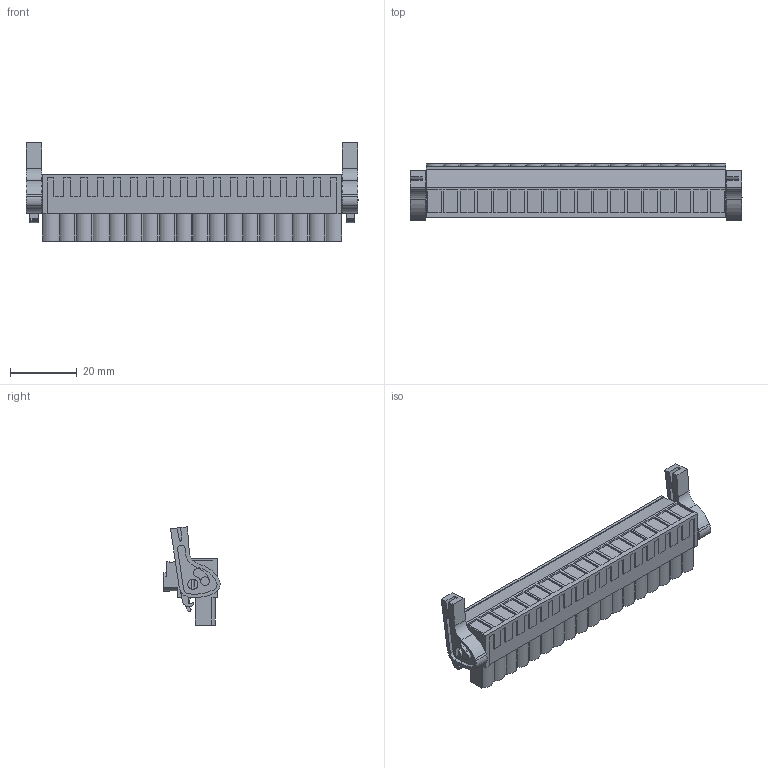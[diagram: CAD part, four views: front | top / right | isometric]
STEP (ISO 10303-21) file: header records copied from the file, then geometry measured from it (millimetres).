
FILE_DESCRIPTION(('CATIA V5 STEP Exchange','CAx-IF Rec.Pracs.--- Model Styling and Organization---1.2---2011-12-15'),'2;1');
FILE_NAME ('D1460371_0_1956210000_1956210000.stp','2017-05-31T12:56:39+00:00',('none'),('Weidmueller'),'CATIA Version 5-6 Release 2014','CATIA V5 STEP AP214','none');
FILE_SCHEMA(('AUTOMOTIVE_DESIGN { 1 0 10303 214 1 1 1 1 }'));
Length unit declared in the file: millimetre
Products named in the file (1): 1956210000
Bounding box: 99.7 x 16.89 x 29.52 mm (x, y, z)
Volume: 18939 mm3; surface area: 11276.8 mm2
Topology: 21 solids, 21 shells, 1226 faces, 3508 edges, 2406 vertices
Faces by surface type: plane 948, cylinder 276, extrusion 2
Entity records: 38652 total; most frequent: CARTESIAN_POINT 7197, ORIENTED_EDGE 7016, DIRECTION 5057, EDGE_CURVE 3508, VECTOR 2829, LINE 2827, VERTEX_POINT 2406, AXIS2_PLACEMENT_3D 1423
